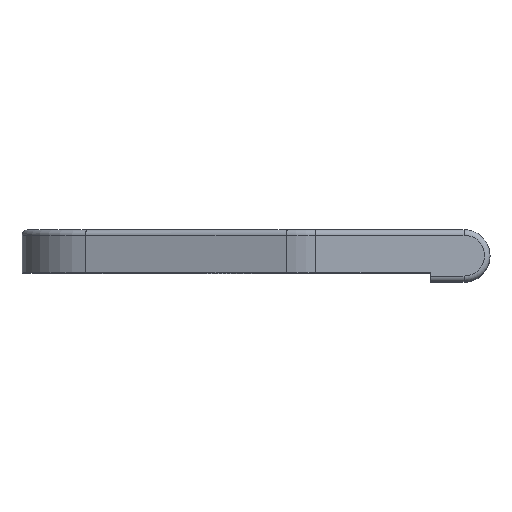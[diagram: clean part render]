
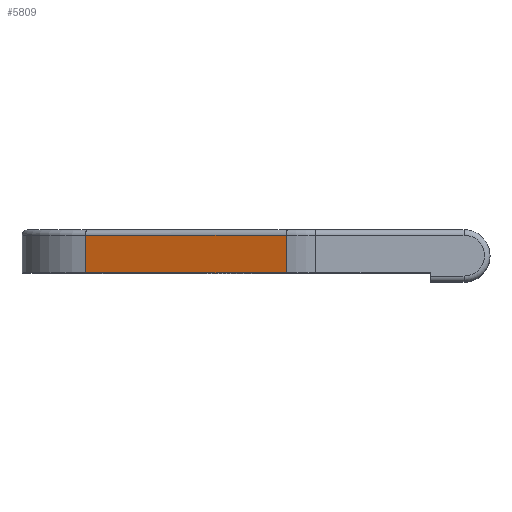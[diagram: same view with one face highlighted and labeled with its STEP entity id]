
A CAD part, top view. The second image highlights one B-rep face of the part: STEP entity #5809.
In plain terms, the highlighted planar face has unit normal (-0.316, 0, 0.949).
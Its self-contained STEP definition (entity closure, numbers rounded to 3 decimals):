
#896=CARTESIAN_POINT('',(-61.849,-5.6,68.717));
#897=VERTEX_POINT('',#896);
#905=CARTESIAN_POINT('',(-115.906,-5.6,50.698));
#906=VERTEX_POINT('',#905);
#907=CARTESIAN_POINT('',(-61.849,-5.6,68.717));
#908=DIRECTION('',(-0.949,0.,-0.316));
#909=VECTOR('',#908,56.981);
#910=LINE('',#907,#909);
#911=EDGE_CURVE('',#897,#906,#910,.T.);
#5766=CARTESIAN_POINT('',(-115.906,4.5,50.698));
#5767=VERTEX_POINT('',#5766);
#5768=CARTESIAN_POINT('',(-115.906,4.5,50.698));
#5769=DIRECTION('',(-0.,-1.,-0.));
#5770=VECTOR('',#5769,10.1);
#5771=LINE('',#5768,#5770);
#5772=EDGE_CURVE('',#5767,#906,#5771,.T.);
#5786=CARTESIAN_POINT('',(-61.849,6.,68.717));
#5787=DIRECTION('',(0.316,0.,-0.949));
#5788=DIRECTION('',(-0.949,0.,-0.316));
#5789=AXIS2_PLACEMENT_3D('',#5786,#5787,#5788);
#5790=PLANE('',#5789);
#5791=CARTESIAN_POINT('',(-61.849,4.5,68.717));
#5792=VERTEX_POINT('',#5791);
#5793=CARTESIAN_POINT('',(-61.849,4.5,68.717));
#5794=DIRECTION('',(0.,-1.,0.));
#5795=VECTOR('',#5794,10.1);
#5796=LINE('',#5793,#5795);
#5797=EDGE_CURVE('',#5792,#897,#5796,.T.);
#5798=ORIENTED_EDGE('',*,*,#5797,.F.);
#5799=CARTESIAN_POINT('',(-61.849,4.5,68.717));
#5800=DIRECTION('',(-0.949,-0.,-0.316));
#5801=VECTOR('',#5800,56.981);
#5802=LINE('',#5799,#5801);
#5803=EDGE_CURVE('',#5792,#5767,#5802,.T.);
#5804=ORIENTED_EDGE('',*,*,#5803,.T.);
#5805=ORIENTED_EDGE('',*,*,#5772,.T.);
#5806=ORIENTED_EDGE('',*,*,#911,.F.);
#5807=EDGE_LOOP('',(#5798,#5804,#5805,#5806));
#5808=FACE_BOUND('',#5807,.T.);
#5809=ADVANCED_FACE('',(#5808),#5790,.F.);
